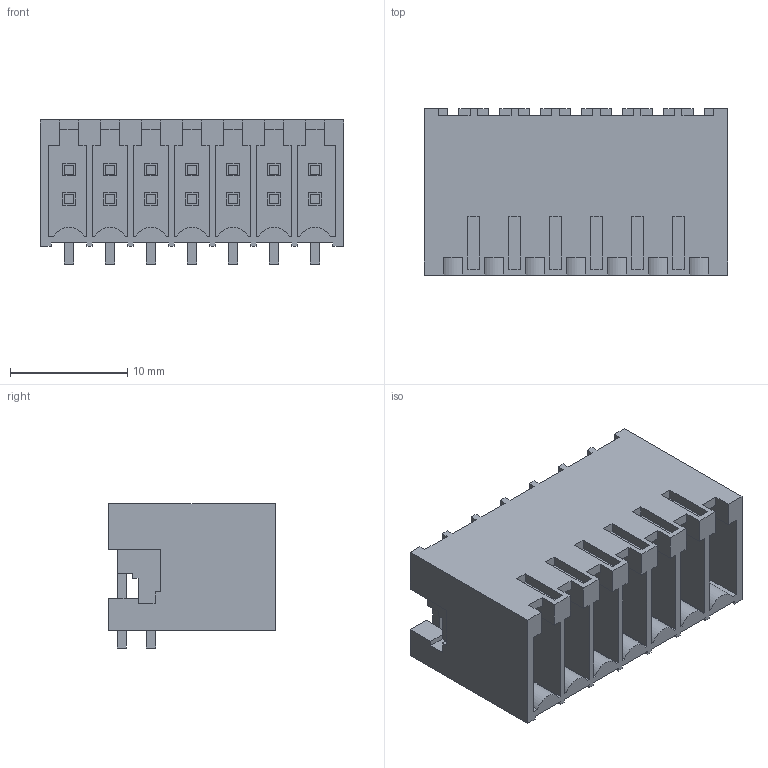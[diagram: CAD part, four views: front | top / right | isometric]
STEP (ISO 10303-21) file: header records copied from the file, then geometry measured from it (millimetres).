
FILE_DESCRIPTION(('CATIA V5 STEP Exchange','CAx-IF Rec.Pracs.--- Model Styling and Organization---1.2---2011-12-15'),'2;1');
FILE_NAME ('D1451470_0', '2018-03-29T10:08:39+00:00', ('none'), ('Weidmueller'), 'CATIA Version 5-6 Release 2014', 'CATIA V5 STEP AP214', 'none');
FILE_SCHEMA(('AUTOMOTIVE_DESIGN { 1 0 10303 214 1 1 1 1 }'));
Length unit declared in the file: millimetre
Products named in the file (1): 1359630000
Bounding box: 25.9 x 14.2 x 12.3 mm (x, y, z)
Volume: 2011.7 mm3; surface area: 4567.3 mm2
Topology: 15 solids, 15 shells, 535 faces, 1556 edges, 1062 vertices
Faces by surface type: plane 521, cylinder 14
Entity records: 16088 total; most frequent: ORIENTED_EDGE 3112, CARTESIAN_POINT 2881, DIRECTION 2080, EDGE_CURVE 1556, VECTOR 1528, LINE 1528, VERTEX_POINT 1062, EDGE_LOOP 574
